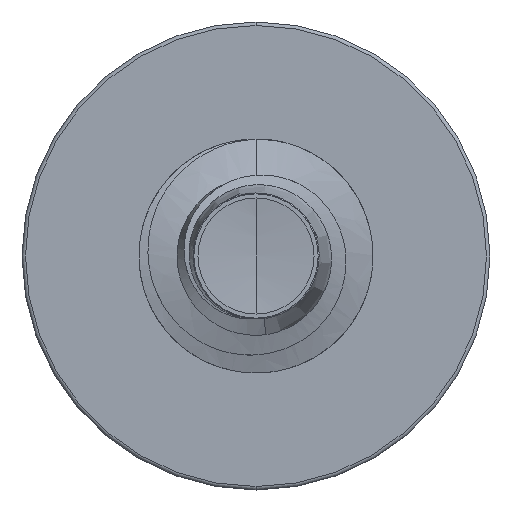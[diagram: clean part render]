
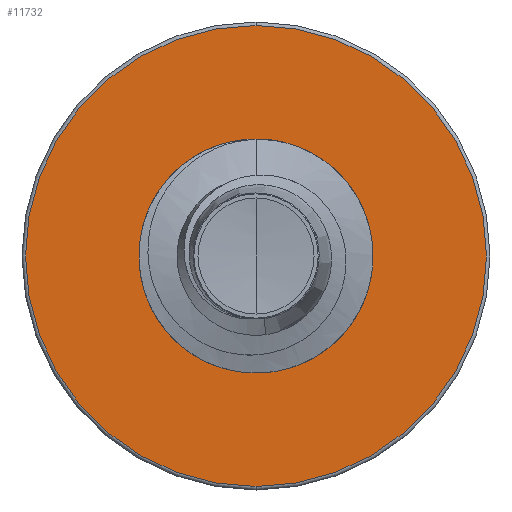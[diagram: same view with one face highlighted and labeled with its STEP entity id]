
A CAD part, front view. The second image highlights one B-rep face of the part: STEP entity #11732.
In plain terms, the highlighted planar face has unit normal (0, -1, 0).
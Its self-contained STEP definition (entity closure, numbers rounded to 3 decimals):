
#639 = AXIS2_PLACEMENT_3D ( 'NONE', #9047, #9001, #8754 ) ;
#659 = DIRECTION ( 'NONE',  ( 0., 0., 1. ) ) ;
#675 = DIRECTION ( 'NONE',  ( 0., 1., 0. ) ) ;
#679 = CARTESIAN_POINT ( 'NONE',  ( 0., 10., 0. ) ) ;
#732 = DIRECTION ( 'NONE',  ( 0., 0., 1. ) ) ;
#748 = DIRECTION ( 'NONE',  ( 0., 1., 0. ) ) ;
#752 = CARTESIAN_POINT ( 'NONE',  ( 0., 10., 0. ) ) ;
#3056 = AXIS2_PLACEMENT_3D ( 'NONE', #679, #675, #659 ) ;
#3579 = CARTESIAN_POINT ( 'NONE',  ( 0., 10., -2.415 ) ) ;
#3784 = DIRECTION ( 'NONE',  ( 0., 0., 1. ) ) ;
#3804 = PLANE ( 'NONE',  #5095 ) ;
#4078 = CIRCLE ( 'NONE', #639, 4.925 ) ;
#4119 = DIRECTION ( 'NONE',  ( 0., 1., 0. ) ) ;
#4254 = AXIS2_PLACEMENT_3D ( 'NONE', #8317, #8303, #8289 ) ;
#5095 = AXIS2_PLACEMENT_3D ( 'NONE', #3579, #4119, #3784 ) ;
#5156 = CARTESIAN_POINT ( 'NONE',  ( 0., 10., -2.415 ) ) ;
#5861 = CARTESIAN_POINT ( 'NONE',  ( 0., 10., -4.925 ) ) ;
#5953 = CARTESIAN_POINT ( 'NONE',  ( 0., 10., 4.925 ) ) ;
#6956 = CARTESIAN_POINT ( 'NONE',  ( 0., 10., 2.415 ) ) ;
#7469 = VERTEX_POINT ( 'NONE', #5861 ) ;
#8218 = AXIS2_PLACEMENT_3D ( 'NONE', #752, #748, #732 ) ;
#8289 = DIRECTION ( 'NONE',  ( 0., 0., 1. ) ) ;
#8303 = DIRECTION ( 'NONE',  ( 0., 1., 0. ) ) ;
#8317 = CARTESIAN_POINT ( 'NONE',  ( 0., 10., 0. ) ) ;
#8754 = DIRECTION ( 'NONE',  ( 0., 0., 1. ) ) ;
#8993 = EDGE_LOOP ( 'NONE', ( #10534, #12287 ) ) ;
#9001 = DIRECTION ( 'NONE',  ( 0., 1., 0. ) ) ;
#9047 = CARTESIAN_POINT ( 'NONE',  ( 0., 10., 0. ) ) ;
#9115 = FACE_OUTER_BOUND ( 'NONE', #12889, .T. ) ;
#9139 = VERTEX_POINT ( 'NONE', #6956 ) ;
#9794 = ORIENTED_EDGE ( 'NONE', *, *, #12051, .F. ) ;
#10534 = ORIENTED_EDGE ( 'NONE', *, *, #12642, .T. ) ;
#10608 = CIRCLE ( 'NONE', #3056, 4.925 ) ;
#10844 = VERTEX_POINT ( 'NONE', #5953 ) ;
#10946 = ORIENTED_EDGE ( 'NONE', *, *, #12662, .F. ) ;
#11243 = VERTEX_POINT ( 'NONE', #5156 ) ;
#11672 = FACE_BOUND ( 'NONE', #8993, .T. ) ;
#11732 = ADVANCED_FACE ( 'NONE', ( #9115, #11672 ), #3804, .F. ) ;
#12051 = EDGE_CURVE ( 'NONE', #10844, #7469, #4078, .T. ) ;
#12287 = ORIENTED_EDGE ( 'NONE', *, *, #12298, .T. ) ;
#12298 = EDGE_CURVE ( 'NONE', #11243, #9139, #12944, .T. ) ;
#12642 = EDGE_CURVE ( 'NONE', #9139, #11243, #12645, .T. ) ;
#12645 = CIRCLE ( 'NONE', #8218, 2.415 ) ;
#12662 = EDGE_CURVE ( 'NONE', #7469, #10844, #10608, .T. ) ;
#12889 = EDGE_LOOP ( 'NONE', ( #9794, #10946 ) ) ;
#12944 = CIRCLE ( 'NONE', #4254, 2.415 ) ;
